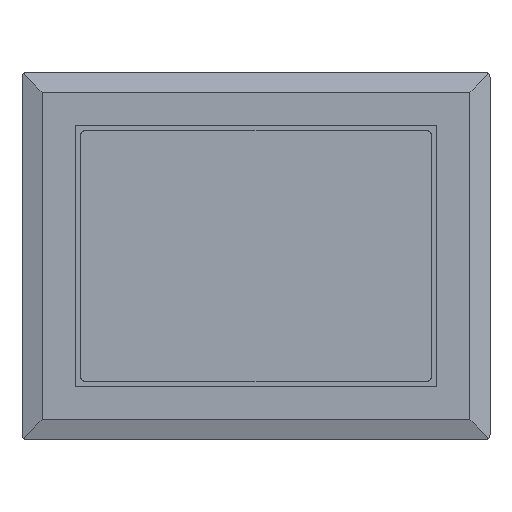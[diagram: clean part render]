
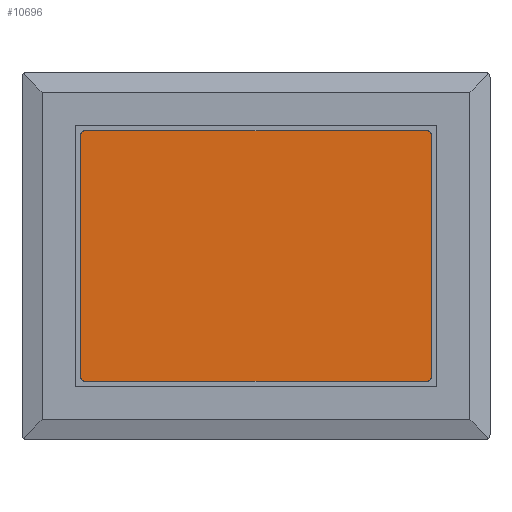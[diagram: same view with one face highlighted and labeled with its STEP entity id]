
A CAD part, top view. The second image highlights one B-rep face of the part: STEP entity #10696.
In plain terms, the highlighted planar face has unit normal (0, 0, 1).
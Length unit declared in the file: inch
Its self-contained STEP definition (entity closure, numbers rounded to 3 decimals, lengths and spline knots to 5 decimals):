
#438 = CIRCLE ( 'NONE', #9963, 0.01181 ) ;
#502 = VECTOR ( 'NONE', #14879, 39.37008 ) ;
#648 = VERTEX_POINT ( 'NONE', #9591 ) ;
#1429 = CARTESIAN_POINT ( 'NONE',  ( -0.40157, -0.28346, 0.34252 ) ) ;
#1907 = LINE ( 'NONE', #16024, #2828 ) ;
#2313 = ORIENTED_EDGE ( 'NONE', *, *, #6375, .T. ) ;
#2828 = VECTOR ( 'NONE', #13980, 39.37008 ) ;
#2860 = DIRECTION ( 'NONE',  ( 0., 0., -1. ) ) ;
#2941 = ORIENTED_EDGE ( 'NONE', *, *, #7090, .F. ) ;
#3097 = EDGE_LOOP ( 'NONE', ( #6976, #2941, #9450, #16373, #2313, #11233, #20506, #10735 ) ) ;
#4195 = EDGE_CURVE ( 'NONE', #15839, #18674, #1907, .T. ) ;
#4885 = CARTESIAN_POINT ( 'NONE',  ( -0.40157, 0.28346, 0.34252 ) ) ;
#6134 = CARTESIAN_POINT ( 'NONE',  ( 0.40157, -0.28346, 0.34252 ) ) ;
#6252 = LINE ( 'NONE', #16563, #24651 ) ;
#6375 = EDGE_CURVE ( 'NONE', #25604, #6482, #18713, .T. ) ;
#6482 = VERTEX_POINT ( 'NONE', #18976 ) ;
#6976 = ORIENTED_EDGE ( 'NONE', *, *, #22271, .T. ) ;
#7090 = EDGE_CURVE ( 'NONE', #15839, #11660, #15712, .T. ) ;
#7461 = DIRECTION ( 'NONE',  ( 0., 0., -1. ) ) ;
#8460 = AXIS2_PLACEMENT_3D ( 'NONE', #21954, #11645, #19910 ) ;
#8743 = VERTEX_POINT ( 'NONE', #26099 ) ;
#9094 = AXIS2_PLACEMENT_3D ( 'NONE', #4885, #2860, #11140 ) ;
#9442 = CARTESIAN_POINT ( 'NONE',  ( -0.40157, 0.29528, 0.34252 ) ) ;
#9450 = ORIENTED_EDGE ( 'NONE', *, *, #4195, .T. ) ;
#9591 = CARTESIAN_POINT ( 'NONE',  ( -0.41339, 0.28346, 0.34252 ) ) ;
#9696 = CARTESIAN_POINT ( 'NONE',  ( 0.40157, -0.29528, 0.34252 ) ) ;
#9705 = DIRECTION ( 'NONE',  ( 0., 0., -1. ) ) ;
#9963 = AXIS2_PLACEMENT_3D ( 'NONE', #24163, #7461, #11686 ) ;
#10377 = AXIS2_PLACEMENT_3D ( 'NONE', #6134, #22840, #20792 ) ;
#10572 = CARTESIAN_POINT ( 'NONE',  ( 0.41339, 0.28346, 0.34252 ) ) ;
#10696 = ADVANCED_FACE ( 'NONE', ( #15705 ), #23988, .F. ) ;
#10735 = ORIENTED_EDGE ( 'NONE', *, *, #11948, .F. ) ;
#11140 = DIRECTION ( 'NONE',  ( -1., 0., 0. ) ) ;
#11233 = ORIENTED_EDGE ( 'NONE', *, *, #12014, .F. ) ;
#11645 = DIRECTION ( 'NONE',  ( 0., 0., -1. ) ) ;
#11660 = VERTEX_POINT ( 'NONE', #25960 ) ;
#11686 = DIRECTION ( 'NONE',  ( -1., 0., 0. ) ) ;
#11948 = EDGE_CURVE ( 'NONE', #648, #12255, #16884, .T. ) ;
#12014 = EDGE_CURVE ( 'NONE', #8743, #6482, #438, .T. ) ;
#12255 = VERTEX_POINT ( 'NONE', #9442 ) ;
#12716 = LINE ( 'NONE', #13251, #502 ) ;
#12840 = EDGE_CURVE ( 'NONE', #25604, #18674, #19890, .T. ) ;
#13251 = CARTESIAN_POINT ( 'NONE',  ( -0.40157, 0.29528, 0.34252 ) ) ;
#13980 = DIRECTION ( 'NONE',  ( 1., 0., 0. ) ) ;
#14879 = DIRECTION ( 'NONE',  ( -1., 0., 0. ) ) ;
#15313 = EDGE_CURVE ( 'NONE', #8743, #12255, #12716, .T. ) ;
#15705 = FACE_OUTER_BOUND ( 'NONE', #3097, .T. ) ;
#15712 = CIRCLE ( 'NONE', #20478, 0.01181 ) ;
#15839 = VERTEX_POINT ( 'NONE', #26102 ) ;
#16024 = CARTESIAN_POINT ( 'NONE',  ( -0.40157, -0.29528, 0.34252 ) ) ;
#16373 = ORIENTED_EDGE ( 'NONE', *, *, #12840, .F. ) ;
#16563 = CARTESIAN_POINT ( 'NONE',  ( -0.41339, 0.28346, 0.34252 ) ) ;
#16884 = CIRCLE ( 'NONE', #9094, 0.01181 ) ;
#18087 = CARTESIAN_POINT ( 'NONE',  ( 0.41339, -0.28346, 0.34252 ) ) ;
#18674 = VERTEX_POINT ( 'NONE', #9696 ) ;
#18713 = LINE ( 'NONE', #10572, #19330 ) ;
#18976 = CARTESIAN_POINT ( 'NONE',  ( 0.41339, 0.28346, 0.34252 ) ) ;
#19330 = VECTOR ( 'NONE', #20480, 39.37008 ) ;
#19890 = CIRCLE ( 'NONE', #10377, 0.01181 ) ;
#19910 = DIRECTION ( 'NONE',  ( -1., 0., 0. ) ) ;
#20478 = AXIS2_PLACEMENT_3D ( 'NONE', #1429, #9705, #25864 ) ;
#20480 = DIRECTION ( 'NONE',  ( 0., 1., 0. ) ) ;
#20506 = ORIENTED_EDGE ( 'NONE', *, *, #15313, .T. ) ;
#20792 = DIRECTION ( 'NONE',  ( -1., 0., 0. ) ) ;
#21954 = CARTESIAN_POINT ( 'NONE',  ( -0.40157, 0.28346, 0.34252 ) ) ;
#22271 = EDGE_CURVE ( 'NONE', #648, #11660, #6252, .T. ) ;
#22840 = DIRECTION ( 'NONE',  ( 0., 0., -1. ) ) ;
#23988 = PLANE ( 'NONE',  #8460 ) ;
#24163 = CARTESIAN_POINT ( 'NONE',  ( 0.40157, 0.28346, 0.34252 ) ) ;
#24651 = VECTOR ( 'NONE', #24992, 39.37008 ) ;
#24992 = DIRECTION ( 'NONE',  ( 0., -1., 0. ) ) ;
#25604 = VERTEX_POINT ( 'NONE', #18087 ) ;
#25864 = DIRECTION ( 'NONE',  ( -1., 0., 0. ) ) ;
#25960 = CARTESIAN_POINT ( 'NONE',  ( -0.41339, -0.28346, 0.34252 ) ) ;
#26099 = CARTESIAN_POINT ( 'NONE',  ( 0.40157, 0.29528, 0.34252 ) ) ;
#26102 = CARTESIAN_POINT ( 'NONE',  ( -0.40157, -0.29528, 0.34252 ) ) ;
